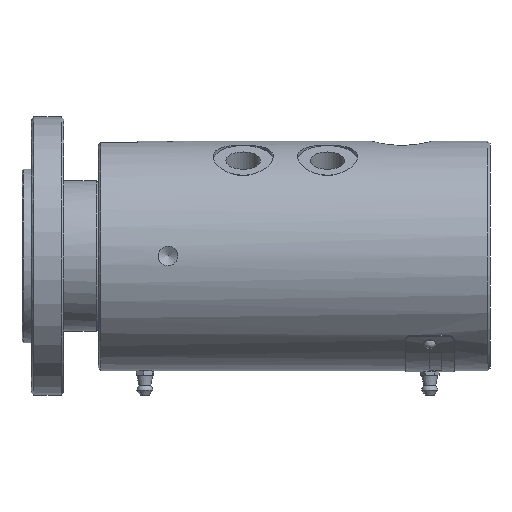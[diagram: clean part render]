
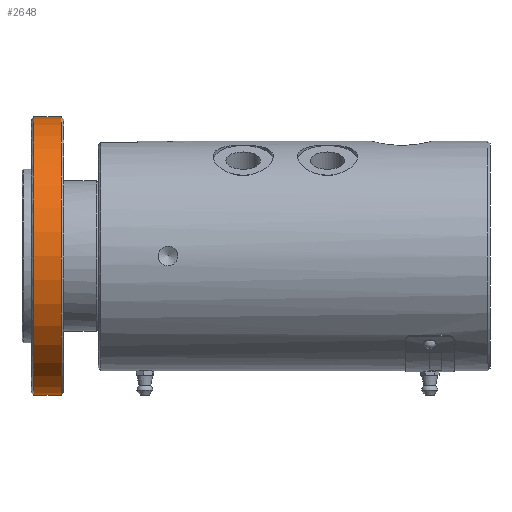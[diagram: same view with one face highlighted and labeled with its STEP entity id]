
A CAD part, front view. The second image highlights one B-rep face of the part: STEP entity #2648.
In plain terms, the highlighted cylindrical face has radius 60 mm (diameter 120 mm), a full revolution.
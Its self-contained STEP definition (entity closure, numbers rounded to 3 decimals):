
#784 = ORIENTED_EDGE ( 'NONE', *, *, #19832, .T. ) ;
#2648 = ADVANCED_FACE ( 'NONE', ( #21765, #24523 ), #6115, .T. ) ;
#6115 = CYLINDRICAL_SURFACE ( 'NONE', #37254, 60. ) ;
#6557 = DIRECTION ( 'NONE',  ( 1., 0., 0. ) ) ;
#6802 = DIRECTION ( 'NONE',  ( 0., 0., 1. ) ) ;
#6898 = VERTEX_POINT ( 'NONE', #30549 ) ;
#10142 = DIRECTION ( 'NONE',  ( 0., 0., -1. ) ) ;
#11717 = EDGE_LOOP ( 'NONE', ( #20851 ) ) ;
#13621 = CARTESIAN_POINT ( 'NONE',  ( 209.895, 0., 0. ) ) ;
#17068 = DIRECTION ( 'NONE',  ( 0., 0., 1. ) ) ;
#17562 = CIRCLE ( 'NONE', #33631, 60. ) ;
#19832 = EDGE_CURVE ( 'NONE', #41105, #41105, #41512, .T. ) ;
#20851 = ORIENTED_EDGE ( 'NONE', *, *, #46080, .F. ) ;
#21765 = FACE_OUTER_BOUND ( 'NONE', #11717, .T. ) ;
#22301 = CARTESIAN_POINT ( 'NONE',  ( 5., 0., 60. ) ) ;
#24259 = AXIS2_PLACEMENT_3D ( 'NONE', #35230, #39153, #6802 ) ;
#24523 = FACE_OUTER_BOUND ( 'NONE', #31473, .T. ) ;
#30549 = CARTESIAN_POINT ( 'NONE',  ( 17., 0., -60. ) ) ;
#31473 = EDGE_LOOP ( 'NONE', ( #784 ) ) ;
#33631 = AXIS2_PLACEMENT_3D ( 'NONE', #42197, #6557, #10142 ) ;
#35230 = CARTESIAN_POINT ( 'NONE',  ( 5., 0., 0. ) ) ;
#37254 = AXIS2_PLACEMENT_3D ( 'NONE', #13621, #39086, #17068 ) ;
#39086 = DIRECTION ( 'NONE',  ( -1., 0., 0. ) ) ;
#39153 = DIRECTION ( 'NONE',  ( 1., 0., 0. ) ) ;
#41105 = VERTEX_POINT ( 'NONE', #22301 ) ;
#41512 = CIRCLE ( 'NONE', #24259, 60. ) ;
#42197 = CARTESIAN_POINT ( 'NONE',  ( 17., 0., 0. ) ) ;
#46080 = EDGE_CURVE ( 'NONE', #6898, #6898, #17562, .T. ) ;
